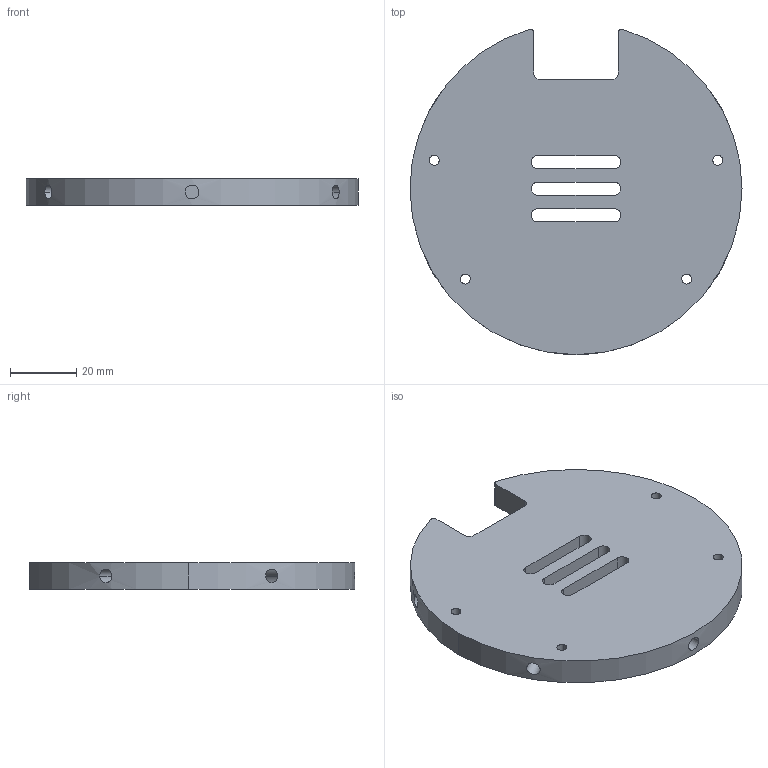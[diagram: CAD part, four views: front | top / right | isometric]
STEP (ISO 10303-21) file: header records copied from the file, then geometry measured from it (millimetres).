
FILE_DESCRIPTION(('CATIA V5 STEP Exchange'),'2;1');
FILE_NAME('bague_fix_bas_trappe.stp','2021-02-25T12:54:06+00:00',('none'),('none'),'CATIA Version 5 Release 19 GA (IN-10)','CATIA V5 STEP AP203','none');
FILE_SCHEMA(('CONFIG_CONTROL_DESIGN'));
Length unit declared in the file: millimetre
Products named in the file (1): bague_fix_bas_trappe
Bounding box: 100 x 98.03 x 8 mm (x, y, z)
Volume: 56024 mm3; surface area: 19277 mm2
Topology: 1 solids, 1 shells, 47 faces, 120 edges, 80 vertices
Faces by surface type: cylinder 31, plane 16
Entity records: 1499 total; most frequent: CARTESIAN_POINT 347, ORIENTED_EDGE 240, DIRECTION 182, EDGE_CURVE 120, AXIS2_PLACEMENT_3D 89, VERTEX_POINT 80, EDGE_LOOP 66, VECTOR 58
